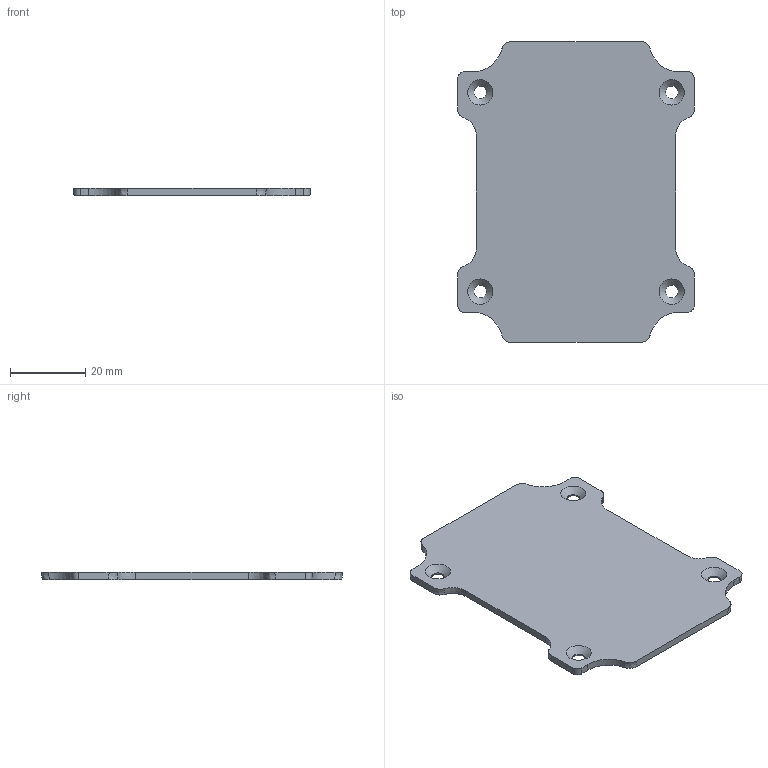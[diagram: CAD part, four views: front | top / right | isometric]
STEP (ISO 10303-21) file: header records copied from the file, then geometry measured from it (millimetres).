
FILE_DESCRIPTION(/* description */ (''),/* implementation_level */ '2;1');
FILE_NAME(/* name */ 'Small-Blank.step',/* time_stamp */ '2022-03-27T18:28:53+08:00',/* author */ (''),/* organization */ (''),/* preprocessor_version */ 'ST-DEVELOPER v18.1',/* originating_system */ 'Autodesk Translation Framework v10.13.0.1454',/* authorisation */ '');
FILE_SCHEMA (('AUTOMOTIVE_DESIGN { 1 0 10303 214 3 1 1 }'));
Length unit declared in the file: millimetre
Products named in the file (1): Small-Blank
Bounding box: 63 x 80 x 2 mm (x, y, z)
Volume: 8466.3 mm3; surface area: 9151.8 mm2
Topology: 1 solids, 1 shells, 42 faces, 116 edges, 76 vertices
Faces by surface type: plane 14, cone 12, cylinder 8, bspline 8
Full cylindrical faces by diameter (mm): 3.4 x4
Entity records: 1536 total; most frequent: CARTESIAN_POINT 395, DIRECTION 238, ORIENTED_EDGE 232, EDGE_CURVE 116, AXIS2_PLACEMENT_3D 95, VERTEX_POINT 76, EDGE_LOOP 50, LINE 48
